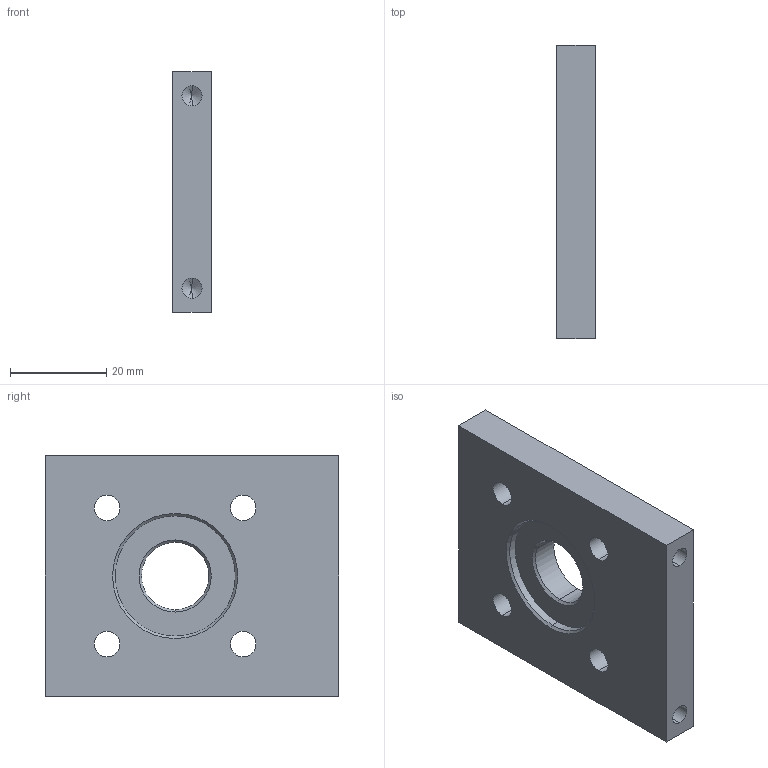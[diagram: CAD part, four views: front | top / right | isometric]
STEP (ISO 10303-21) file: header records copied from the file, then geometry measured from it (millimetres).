
FILE_DESCRIPTION (( 'STEP AP214' ), '1' );
FILE_NAME ('5-SupportMoteur.STEP', '2022-08-15T18:32:18', ( '' ), ( '' ), 'SwSTEP 2.0', 'SolidWorks 2019', '' );
FILE_SCHEMA (( 'AUTOMOTIVE_DESIGN' ));
Length unit declared in the file: millimetre
Products named in the file (1): 5-SupportMoteur
Bounding box: 8 x 61 x 50 mm (x, y, z)
Volume: 20829.4 mm3; surface area: 9167.3 mm2
Topology: 1 solids, 1 shells, 39 faces, 96 edges, 56 vertices
Faces by surface type: cylinder 20, cone 12, plane 7
Entity records: 1244 total; most frequent: DIRECTION 212, CARTESIAN_POINT 184, ORIENTED_EDGE 176, EDGE_CURVE 88, AXIS2_PLACEMENT_3D 84, VERTEX_POINT 56, EDGE_LOOP 54, VECTOR 44
